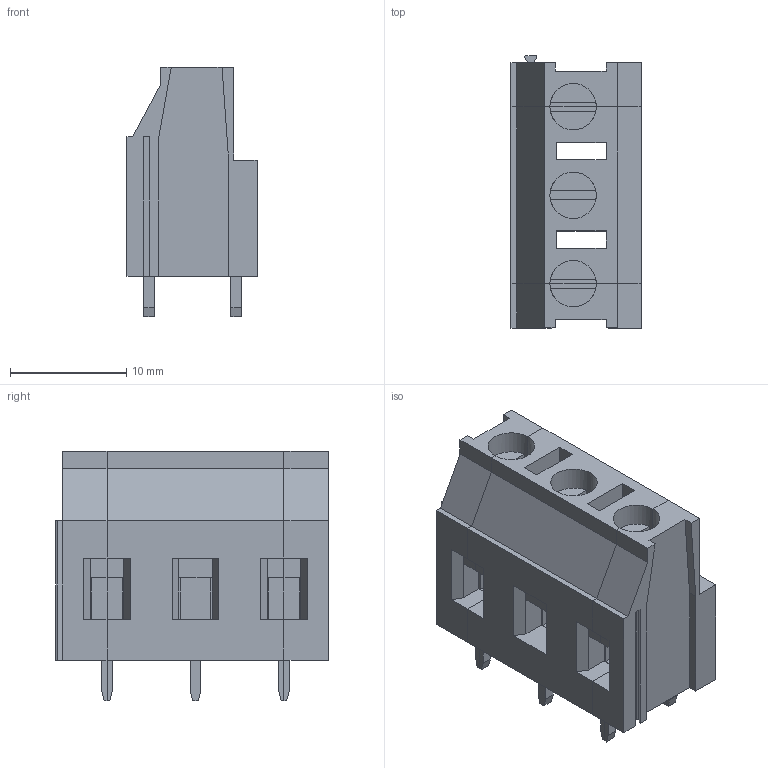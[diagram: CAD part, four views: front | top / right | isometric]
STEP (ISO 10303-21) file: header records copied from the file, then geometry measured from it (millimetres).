
FILE_DESCRIPTION( ( 'Unknown' ), '1' );
FILE_NAME( '691254410003.stp', 'Unknown', ( 'Unknown' ), ( 'Unknown' ), 'PSStep 17.0.49', 'Unknown', ' ' );
FILE_SCHEMA( ( 'AUTOMOTIVE_DESIGN { 1 0 10303 214 1 1 1 1 }' ) );
Length unit declared in the file: millimetre
Products named in the file (4): Assem1; MRT5P7.62DP_SX; MRT5P7.62DP_DX; MRT5P7.62DP_CNT
Assembly tree (3 placements, depth 2):
  Assem1
    MRT5P7.62DP_SX
    MRT5P7.62DP_DX
    MRT5P7.62DP_CNT
Bounding box: 11.2 x 23.46 x 21.5 mm (x, y, z)
Volume: 3072.4 mm3; surface area: 3367.9 mm2
Topology: 3 solids, 3 shells, 212 faces, 600 edges, 398 vertices
Faces by surface type: plane 203, cylinder 9
Full cylindrical faces by diameter (mm): 4 x1
Entity records: 8505 total; most frequent: CARTESIAN_POINT 1211, ORIENTED_EDGE 1196, DIRECTION 1059, EDGE_CURVE 598, LINE 569, VECTOR 569, VERTEX_POINT 397, AXIS2_PLACEMENT_3D 245
